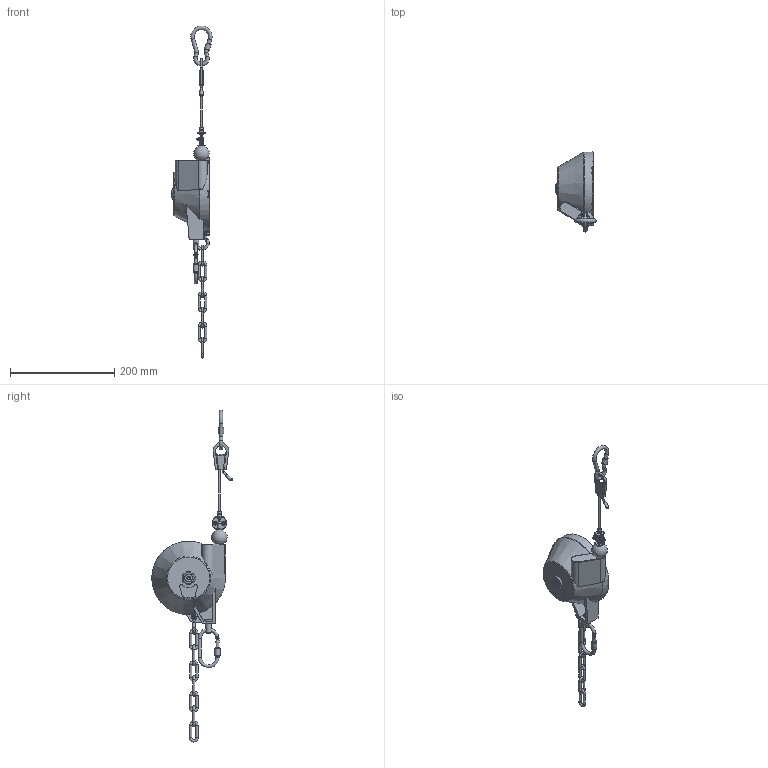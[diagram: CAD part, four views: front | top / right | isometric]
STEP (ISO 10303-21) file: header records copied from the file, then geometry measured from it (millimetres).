
FILE_DESCRIPTION(/* description */ (''),/* implementation_level */ '2;1');
FILE_NAME(/* name */ '7228000001.stp',/* time_stamp */ '2015-03-19T12:58:41+01:00',/* author */ ('Sebastian.Mueller'),/* organization */ (''),/* preprocessor_version */ 'ST-DEVELOPER v15.2',/* originating_system */ 'Autodesk Inventor 2014',/* authorisation */ '');
FILE_SCHEMA (('CONFIG_CONTROL_DESIGN'));
Length unit declared in the file: millimetre
Products named in the file (1): 002-7228000001-Ab
Bounding box: 77.08 x 153.87 x 637.08 mm (x, y, z)
Volume: 883925.2 mm3; surface area: 94543.9 mm2
Topology: 14 solids, 16 shells, 979 faces, 2776 edges, 1799 vertices
Faces by surface type: plane 452, cylinder 242, cone 156, torus 81, bspline 26, sphere 22
Full cylindrical faces by diameter (mm): 1.25 x1, 1.7 x1, 2 x1, 2.1 x3, 3 x3, 3.5 x1, 3.621 x2, 4 x21, 4.3 x4, 5 x3, 5.5 x2, 6 x5, 6.6 x1, 6.8 x6, 7 x1, 7.5 x3, 8 x2, 10 x2, 11 x1, 11.1 x1, 12.1 x1, 15 x1, 15.1 x1, 16 x1, 141 x1
Entity records: 36481 total; most frequent: CARTESIAN_POINT 11512, ORIENTED_EDGE 5126, DIRECTION 4908, EDGE_CURVE 2551, AXIS2_PLACEMENT_3D 1984, VERTEX_POINT 1730, EDGE_LOOP 1196, ADVANCED_FACE 972
